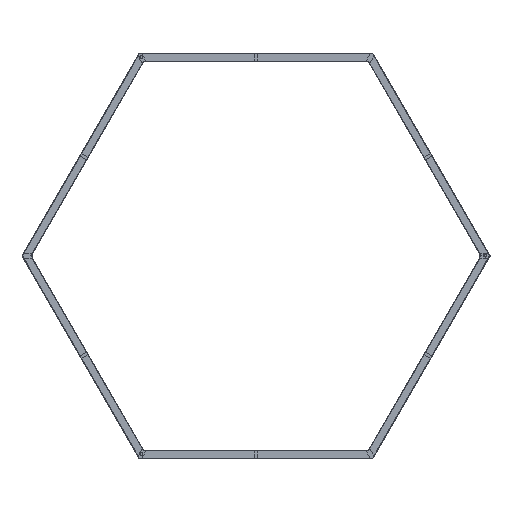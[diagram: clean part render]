
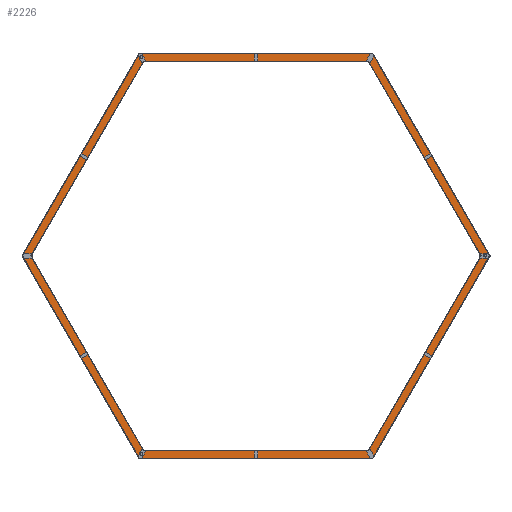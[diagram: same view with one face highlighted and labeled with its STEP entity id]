
A CAD part, top view. The second image highlights one B-rep face of the part: STEP entity #2226.
In plain terms, the highlighted face is planar.
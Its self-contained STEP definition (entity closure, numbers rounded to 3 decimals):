
#90=FACE_BOUND('',#480,.T.);
#207=PLANE('',#2468);
#331=FACE_OUTER_BOUND('',#479,.T.);
#479=EDGE_LOOP('',(#2026,#2027,#2028,#2029,#2030,#2031));
#480=EDGE_LOOP('',(#2032,#2033,#2034,#2035,#2036,#2037));
#702=LINE('',#3632,#949);
#706=LINE('',#3641,#953);
#710=LINE('',#3649,#957);
#713=LINE('',#3655,#960);
#716=LINE('',#3661,#963);
#719=LINE('',#3667,#966);
#722=LINE('',#3673,#969);
#725=LINE('',#3679,#972);
#728=LINE('',#3685,#975);
#731=LINE('',#3691,#978);
#734=LINE('',#3696,#981);
#736=LINE('',#3699,#983);
#949=VECTOR('',#2991,10.);
#953=VECTOR('',#2997,10.);
#957=VECTOR('',#3003,10.);
#960=VECTOR('',#3008,10.);
#963=VECTOR('',#3013,10.);
#966=VECTOR('',#3018,10.);
#969=VECTOR('',#3023,10.);
#972=VECTOR('',#3028,10.);
#975=VECTOR('',#3033,10.);
#978=VECTOR('',#3038,10.);
#981=VECTOR('',#3043,10.);
#983=VECTOR('',#3047,10.);
#1161=VERTEX_POINT('',#3630);
#1162=VERTEX_POINT('',#3631);
#1165=VERTEX_POINT('',#3639);
#1166=VERTEX_POINT('',#3640);
#1169=VERTEX_POINT('',#3648);
#1171=VERTEX_POINT('',#3654);
#1173=VERTEX_POINT('',#3660);
#1175=VERTEX_POINT('',#3666);
#1177=VERTEX_POINT('',#3672);
#1179=VERTEX_POINT('',#3678);
#1181=VERTEX_POINT('',#3684);
#1183=VERTEX_POINT('',#3690);
#1436=EDGE_CURVE('',#1161,#1162,#702,.T.);
#1440=EDGE_CURVE('',#1165,#1166,#706,.T.);
#1444=EDGE_CURVE('',#1169,#1161,#710,.T.);
#1447=EDGE_CURVE('',#1166,#1171,#713,.T.);
#1450=EDGE_CURVE('',#1173,#1169,#716,.T.);
#1453=EDGE_CURVE('',#1171,#1175,#719,.T.);
#1456=EDGE_CURVE('',#1177,#1173,#722,.T.);
#1459=EDGE_CURVE('',#1175,#1179,#725,.T.);
#1462=EDGE_CURVE('',#1181,#1177,#728,.T.);
#1465=EDGE_CURVE('',#1179,#1183,#731,.T.);
#1468=EDGE_CURVE('',#1162,#1181,#734,.T.);
#1470=EDGE_CURVE('',#1183,#1165,#736,.T.);
#2026=ORIENTED_EDGE('',*,*,#1436,.F.);
#2027=ORIENTED_EDGE('',*,*,#1444,.F.);
#2028=ORIENTED_EDGE('',*,*,#1450,.F.);
#2029=ORIENTED_EDGE('',*,*,#1456,.F.);
#2030=ORIENTED_EDGE('',*,*,#1462,.F.);
#2031=ORIENTED_EDGE('',*,*,#1468,.F.);
#2032=ORIENTED_EDGE('',*,*,#1470,.F.);
#2033=ORIENTED_EDGE('',*,*,#1465,.F.);
#2034=ORIENTED_EDGE('',*,*,#1459,.F.);
#2035=ORIENTED_EDGE('',*,*,#1453,.F.);
#2036=ORIENTED_EDGE('',*,*,#1447,.F.);
#2037=ORIENTED_EDGE('',*,*,#1440,.F.);
#2226=ADVANCED_FACE('',(#331,#90),#207,.F.);
#2468=AXIS2_PLACEMENT_3D('',#3702,#3051,#3052);
#2991=DIRECTION('',(0.5,0.866,0.));
#2997=DIRECTION('',(-0.5,-0.866,0.));
#3003=DIRECTION('',(1.,0.,0.));
#3008=DIRECTION('',(-1.,0.,0.));
#3013=DIRECTION('',(0.5,-0.866,0.));
#3018=DIRECTION('',(-0.5,0.866,0.));
#3023=DIRECTION('',(-0.5,-0.866,0.));
#3028=DIRECTION('',(0.5,0.866,0.));
#3033=DIRECTION('',(-1.,0.,0.));
#3038=DIRECTION('',(1.,0.,0.));
#3043=DIRECTION('',(-0.5,0.866,0.));
#3047=DIRECTION('',(0.5,-0.866,0.));
#3051=DIRECTION('center_axis',(0.,0.,1.));
#3052=DIRECTION('ref_axis',(1.,0.,0.));
#3630=CARTESIAN_POINT('',(423.845,-734.122,2.));
#3631=CARTESIAN_POINT('',(847.691,0.,2.));
#3632=CARTESIAN_POINT('',(423.845,-734.122,2.));
#3639=CARTESIAN_POINT('',(817.668,0.,2.));
#3640=CARTESIAN_POINT('',(408.834,-708.122,2.));
#3641=CARTESIAN_POINT('',(817.668,0.,2.));
#3648=CARTESIAN_POINT('',(-423.845,-734.122,2.));
#3649=CARTESIAN_POINT('',(-423.845,-734.122,2.));
#3654=CARTESIAN_POINT('',(-408.834,-708.122,2.));
#3655=CARTESIAN_POINT('',(408.834,-708.122,2.));
#3660=CARTESIAN_POINT('',(-847.691,0.,2.));
#3661=CARTESIAN_POINT('',(-847.691,0.,2.));
#3666=CARTESIAN_POINT('',(-817.668,0.,2.));
#3667=CARTESIAN_POINT('',(-408.834,-708.122,2.));
#3672=CARTESIAN_POINT('',(-423.845,734.122,2.));
#3673=CARTESIAN_POINT('',(-423.845,734.122,2.));
#3678=CARTESIAN_POINT('',(-408.834,708.122,2.));
#3679=CARTESIAN_POINT('',(-817.668,0.,2.));
#3684=CARTESIAN_POINT('',(423.845,734.122,2.));
#3685=CARTESIAN_POINT('',(423.845,734.122,2.));
#3690=CARTESIAN_POINT('',(408.834,708.122,2.));
#3691=CARTESIAN_POINT('',(-408.834,708.122,2.));
#3696=CARTESIAN_POINT('',(847.691,0.,2.));
#3699=CARTESIAN_POINT('',(408.834,708.122,2.));
#3702=CARTESIAN_POINT('Origin',(624.706,360.674,2.));
